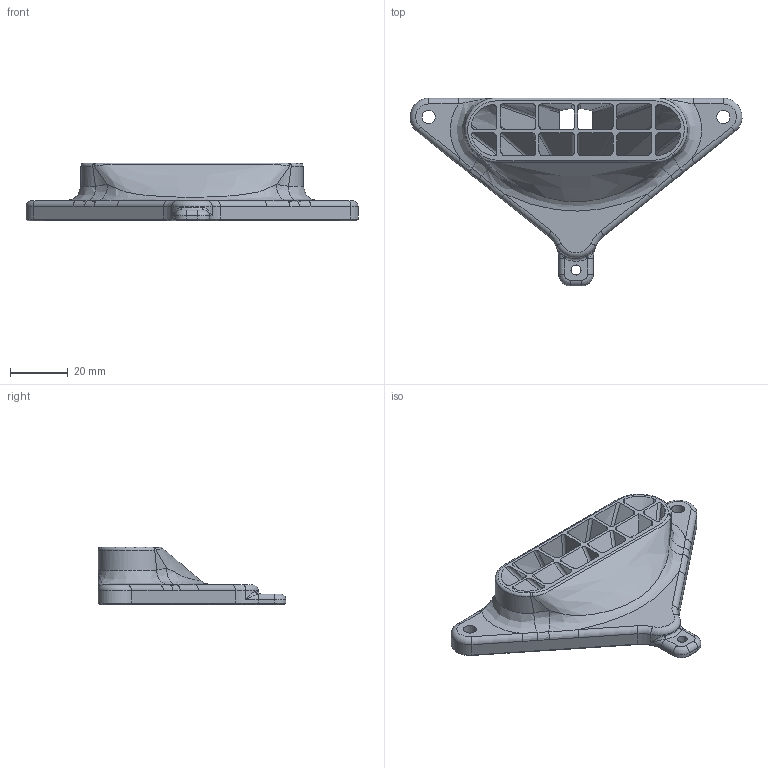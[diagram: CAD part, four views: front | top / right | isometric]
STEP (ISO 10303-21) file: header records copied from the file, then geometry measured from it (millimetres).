
FILE_DESCRIPTION(/* description */ (''),/* implementation_level */ '2;1');
FILE_NAME(/* name */ 'Chamber Exhaust Connection - Upwards Flow (by AdamV3D).step',/* time_stamp */ '2024-04-19T20:07:45+02:00',/* author */ (''),/* organization */ (''),/* preprocessor_version */ 'ST-DEVELOPER v20',/* originating_system */ 'Autodesk Translation Framework v12.20.1.177',/* authorisation */ '');
FILE_SCHEMA (('AUTOMOTIVE_DESIGN { 1 0 10303 214 3 1 1 }'));
Length unit declared in the file: millimetre
Products named in the file (1): Chamber Exhaust V3D
Bounding box: 114.96 x 65 x 20 mm (x, y, z)
Volume: 29387.6 mm3; surface area: 19912.9 mm2
Topology: 1 solids, 1 shells, 165 faces, 447 edges, 280 vertices
Faces by surface type: bspline 63, plane 50, cylinder 38, torus 8, cone 6
Full cylindrical faces by diameter (mm): 3.5 x1, 4.6 x2
Entity records: 8475 total; most frequent: CARTESIAN_POINT 4699, ORIENTED_EDGE 886, DIRECTION 591, EDGE_CURVE 443, VERTEX_POINT 280, AXIS2_PLACEMENT_3D 213, EDGE_LOOP 195, B_SPLINE_CURVE_WITH_KNOTS 168
